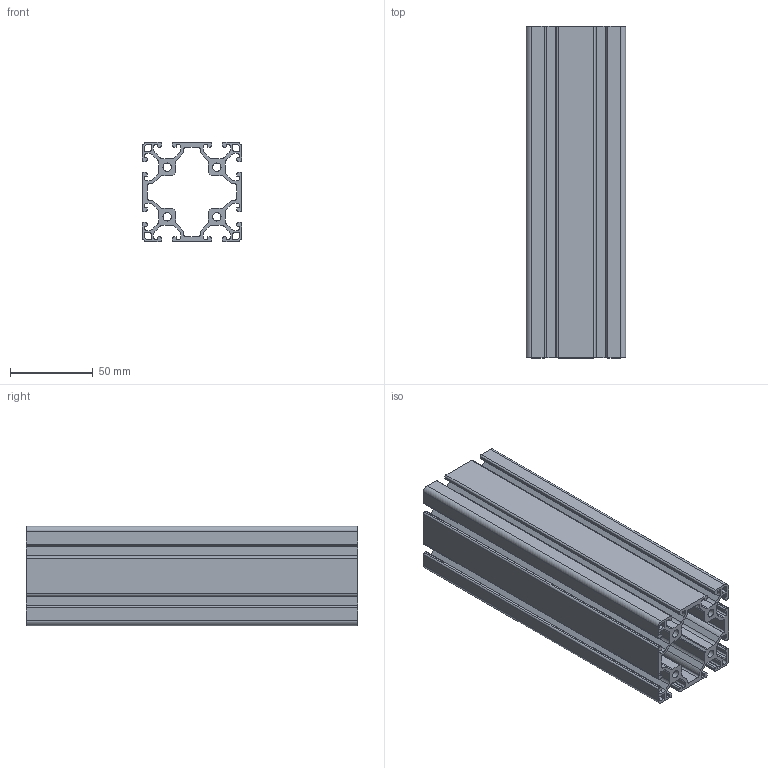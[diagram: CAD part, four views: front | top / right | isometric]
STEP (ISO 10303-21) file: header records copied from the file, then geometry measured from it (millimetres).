
FILE_DESCRIPTION(/* description */ ('Aluminiumprofil 60x60L'),/* implementation_level */ '2;1');
FILE_NAME(/* name */ 'Syskomp 261606901 Aluminiumprofil 60x60L.stp',/* time_stamp */ '2017-04-24T14:33:07+02:00',/* author */ ('wheldmann'),/* organization */ (''),/* preprocessor_version */ 'ST-DEVELOPER v16.1',/* originating_system */ 'Autodesk Inventor 2016',/* authorisation */ ' ');
FILE_SCHEMA (('AUTOMOTIVE_DESIGN { 1 0 10303 214 3 1 1 }'));
Length unit declared in the file: millimetre
Products named in the file (1): 261606901 Aluminiumprofil 60x60L - 200
Bounding box: 60 x 200 x 60 mm (x, y, z)
Volume: 194278.8 mm3; surface area: 168492.6 mm2
Topology: 1 solids, 1 shells, 334 faces, 996 edges, 664 vertices
Faces by surface type: cylinder 168, plane 166
Full cylindrical faces by diameter (mm): 5 x4
Entity records: 11356 total; most frequent: DIRECTION 1998, CARTESIAN_POINT 1991, ORIENTED_EDGE 1984, EDGE_CURVE 992, AXIS2_PLACEMENT_3D 671, VERTEX_POINT 664, LINE 656, VECTOR 656
